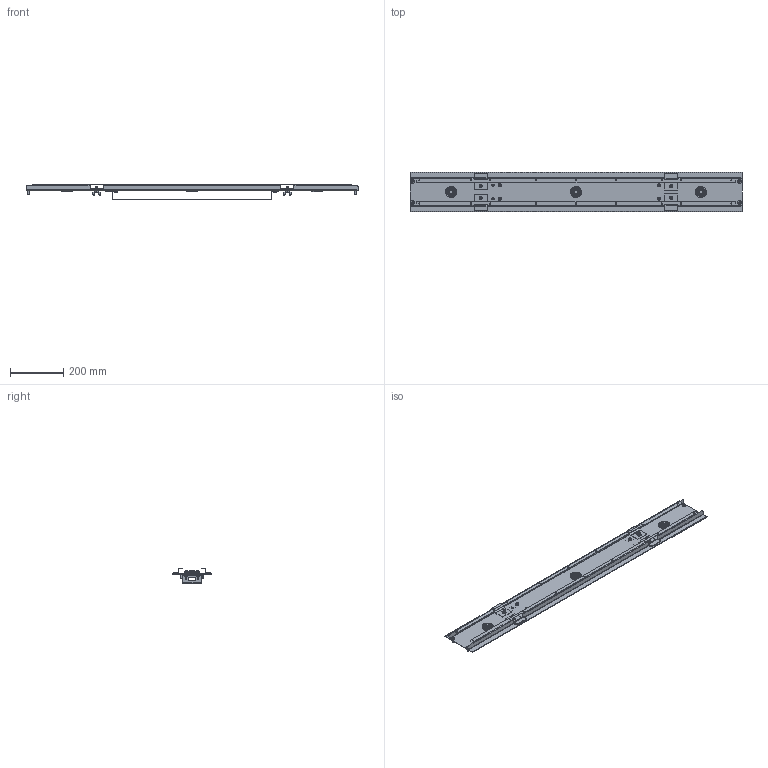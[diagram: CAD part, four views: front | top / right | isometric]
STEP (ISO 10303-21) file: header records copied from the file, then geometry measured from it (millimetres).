
FILE_DESCRIPTION (( 'STEP AP203' ), '1' );
FILE_NAME ('ITK DATAROW Ïðîôèëü ìîä. êðûøè ïðîõîä. 1200 ÷åð..STEP', '2024-12-18T10:50:03', ( '' ), ( '' ), 'SwSTEP 2.0', 'SolidWorks 2022', '' );
FILE_SCHEMA (( 'CONFIG_CONTROL_DESIGN' ));
Length unit declared in the file: millimetre
Products named in the file (11): АГИЕ 282.03.00.003; Винт полусфера с прессшайбой DIN 967_M6х16; Лента уплотнительная самоклеющая УПСГ 2х15 мм_-06; АГИЕ 282.03.00.001; Заклёпка потайная резьбовая_Заклёпка резьбовая М6; DIN 316 Винт_M6x16; АГИЕ 282.03.01.000; АГИЕ 282.03.00.002; Заклёпка  резьбовая_Заклёпка резьбовая М6; ITK DATAROW Профиль мод. крыши проход. 1200 чер.; Копия YSA40-32-37-68-K02-050 Сальник^АГИЕ 282.03.00.000ВО
Assembly tree (28 placements, depth 3):
  ITK DATAROW Профиль мод. крыши проход. 1200 чер.
    АГИЕ 282.03.00.001
    АГИЕ 282.03.00.003
    Копия YSA40-32-37-68-K02-050 Сальник^АГИЕ 282.03.00.000ВО  x3
    DIN 316 Винт_M6x16  x4
    Заклёпка  резьбовая_Заклёпка резьбовая М6  x4
    Винт полусфера с прессшайбой DIN 967_M6х16  x8
    АГИЕ 282.03.01.000  x4
      АГИЕ 282.03.00.002
      Заклёпка потайная резьбовая_Заклёпка резьбовая М6
      Лента уплотнительная самоклеющая УПСГ 2х15 мм_-06
Bounding box: 1250 x 147 x 56.4 mm (x, y, z)
Volume: 510990.4 mm3; surface area: 802094.7 mm2
Topology: 33 solids, 33 shells, 1266 faces, 2998 edges, 1866 vertices
Faces by surface type: plane 582, cylinder 336, cone 168, torus 84, bspline 80, sphere 16
Entity records: 16971 total; most frequent: CARTESIAN_POINT 3260, DIRECTION 2642, ORIENTED_EDGE 2418, EDGE_CURVE 1209, AXIS2_PLACEMENT_3D 1000, VERTEX_POINT 738, VECTOR 642, LINE 642
